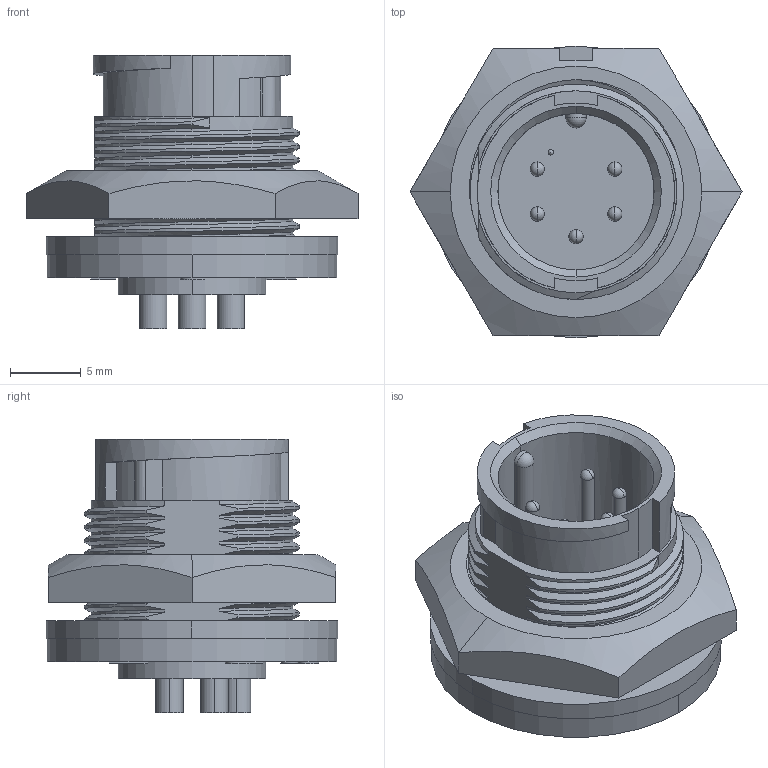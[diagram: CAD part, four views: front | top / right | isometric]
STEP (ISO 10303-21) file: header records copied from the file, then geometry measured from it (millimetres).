
FILE_DESCRIPTION (( 'STEP AP203' ), '1' );
FILE_NAME ('7280-5PG-300.STEP', '2012-11-19T15:03:08', ( '21FPBF1' ), ( 'Conxall' ), 'SwSTEP 2.0', 'SolidWorks 2012', '' );
FILE_SCHEMA (( 'CONFIG_CONTROL_DESIGN' ));
Length unit declared in the file: inch
Products named in the file (1): 7280-5PG-300
Bounding box: 23.46 x 20.62 x 19.34 mm (x, y, z)
Volume: 2854.2 mm3; surface area: 2981.8 mm2
Topology: 2 solids, 2 shells, 260 faces, 704 edges, 469 vertices
Faces by surface type: plane 91, cylinder 88, bspline 65, sphere 12, cone 4
Entity records: 16003 total; most frequent: CARTESIAN_POINT 10139, ORIENTED_EDGE 1400, DIRECTION 918, EDGE_CURVE 700, VERTEX_POINT 467, VECTOR 338, LINE 338, AXIS2_PLACEMENT_3D 290
